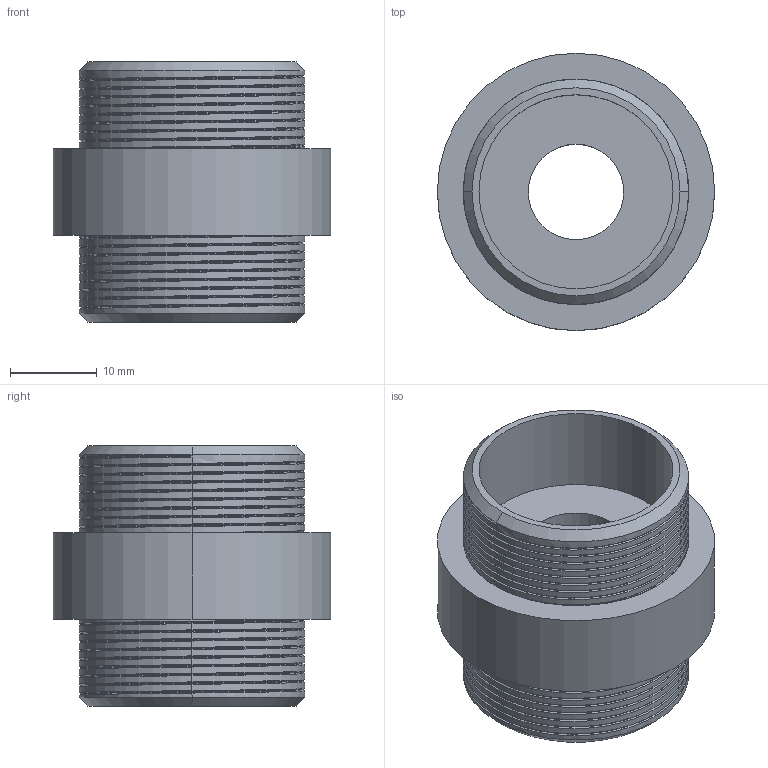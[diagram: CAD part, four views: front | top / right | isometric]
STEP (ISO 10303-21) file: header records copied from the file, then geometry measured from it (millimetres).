
FILE_DESCRIPTION (( 'STEP AP214' ), '1' );
FILE_NAME ('yivli ara.STEP', '2022-10-04T11:07:11', ( '' ), ( '' ), 'SwSTEP 2.0', 'SolidWorks 2021', '' );
FILE_SCHEMA (( 'AUTOMOTIVE_DESIGN' ));
Length unit declared in the file: millimetre
Products named in the file (1): yivli ara
Bounding box: 32 x 32 x 30 mm (x, y, z)
Volume: 9659.8 mm3; surface area: 6180.8 mm2
Topology: 1 solids, 1 shells, 77 faces, 192 edges, 122 vertices
Faces by surface type: cylinder 56, plane 11, bspline 6, cone 4
Entity records: 5222 total; most frequent: CARTESIAN_POINT 3602, ORIENTED_EDGE 384, DIRECTION 284, EDGE_CURVE 192, VERTEX_POINT 122, AXIS2_PLACEMENT_3D 106, EDGE_LOOP 84, ADVANCED_FACE 77
